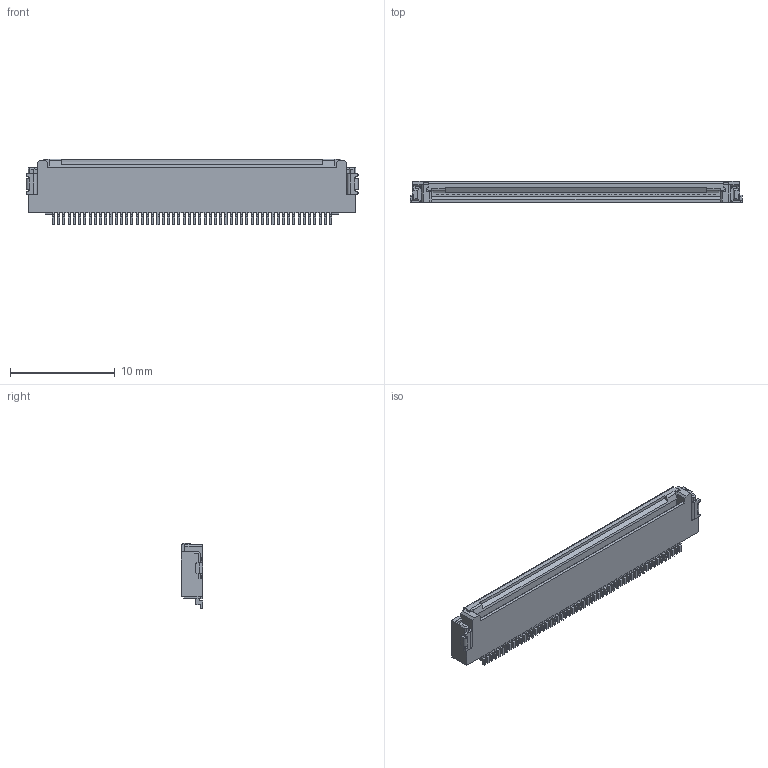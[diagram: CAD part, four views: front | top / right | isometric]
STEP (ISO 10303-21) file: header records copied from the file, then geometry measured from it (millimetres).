
FILE_DESCRIPTION((''),'2;1');
FILE_NAME('C-5-1775333-4','2016-04-26T',('workeradm'),('Tyco Electronics Ltd.'),'CREO PARAMETRIC BY PTC INC, 2015200','CREO PARAMETRIC BY PTC INC, 2015200','');
FILE_SCHEMA(('AUTOMOTIVE_DESIGN { 1 0 10303 214 1 1 1 1 }'));
Products named in the file (1): C-5-1775333-4
Bounding box: 31.75 x 2.05 x 6.28 mm (x, y, z)
Volume: 249.6 mm3; surface area: 831.7 mm2
Topology: 1 solids, 1 shells, 1646 faces, 4797 edges, 3156 vertices
Faces by surface type: plane 1505, cylinder 141
Entity records: 67884 total; most frequent: CARTESIAN_POINT 9693, ORIENTED_EDGE 9594, DIRECTION 8369, PRESENTATION_STYLE_ASSIGNMENT 4798, STYLED_ITEM 4798, CURVE_STYLE 4797, EDGE_CURVE 4797, VECTOR 4505
